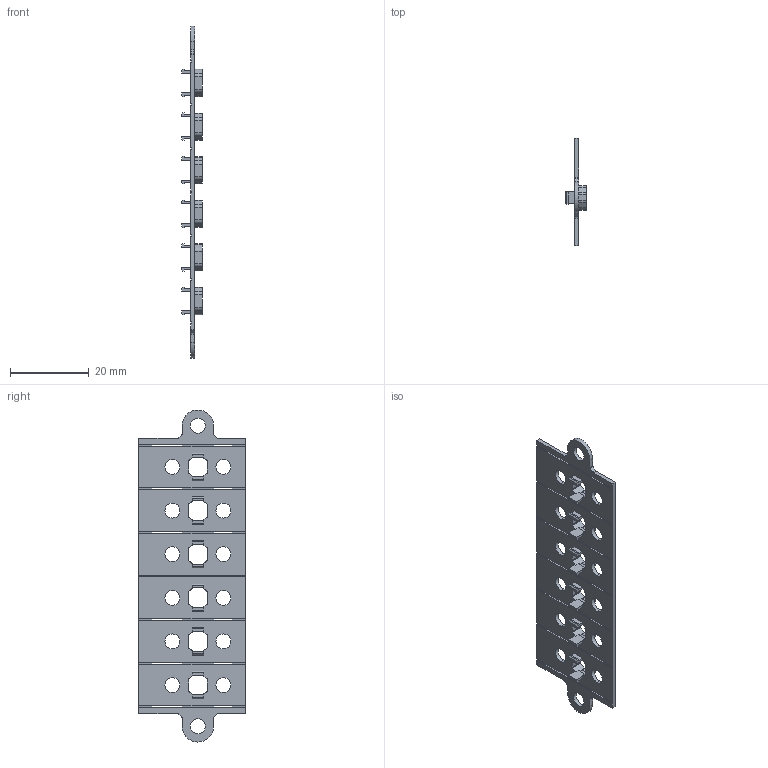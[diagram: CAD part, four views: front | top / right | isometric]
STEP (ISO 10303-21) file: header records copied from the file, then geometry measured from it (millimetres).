
FILE_DESCRIPTION((''),'2;1');
FILE_NAME('SDK4_AP_6_3D_STEP','2016-06-29T',('Frank Ludolph'),(''),'CREO PARAMETRIC BY PTC INC, 2015290','CREO PARAMETRIC BY PTC INC, 2015290','');
FILE_SCHEMA(('CONFIG_CONTROL_DESIGN'));
Length unit declared in the file: millimetre
Products named in the file (1): SDK4_AP_6_3D_STEP
Bounding box: 5.3 x 27.2 x 84.5 mm (x, y, z)
Volume: 1894.8 mm3; surface area: 4749.4 mm2
Topology: 1 solids, 1 shells, 430 faces, 1308 edges, 872 vertices
Faces by surface type: plane 296, cylinder 134
Entity records: 14798 total; most frequent: CARTESIAN_POINT 2706, ORIENTED_EDGE 2616, DIRECTION 2388, EDGE_CURVE 1308, VECTOR 1040, LINE 1040, VERTEX_POINT 872, AXIS2_PLACEMENT_3D 674
